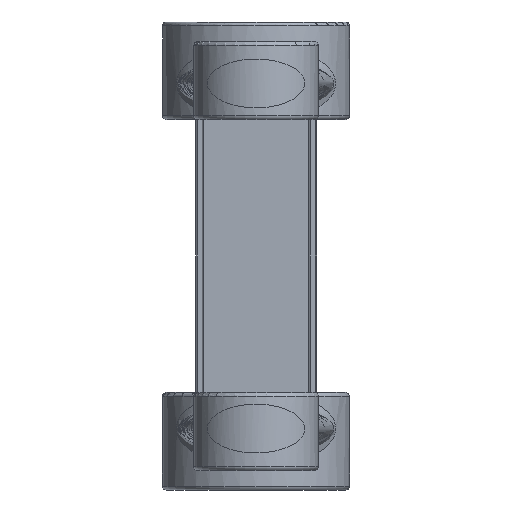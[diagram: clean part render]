
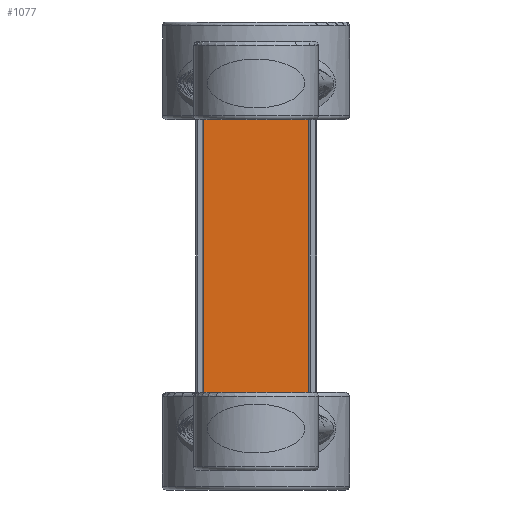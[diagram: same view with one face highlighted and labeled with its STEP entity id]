
A CAD part, front view. The second image highlights one B-rep face of the part: STEP entity #1077.
In plain terms, the highlighted planar face has unit normal (0, -1, 0).
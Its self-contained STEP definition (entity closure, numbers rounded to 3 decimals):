
#15 = FACE_OUTER_BOUND ( 'NONE', #5961, .T. ) ;
#102 = CARTESIAN_POINT ( 'NONE',  ( -9.286, 25., -71.586 ) ) ;
#224 = LINE ( 'NONE', #791, #1406 ) ;
#320 = CARTESIAN_POINT ( 'NONE',  ( 10.967, 25., 2.308 ) ) ;
#606 = CARTESIAN_POINT ( 'NONE',  ( -5.896, 25., 0.577 ) ) ;
#768 = PLANE ( 'NONE',  #4761 ) ;
#791 = CARTESIAN_POINT ( 'NONE',  ( -13.452, 25., 9.25 ) ) ;
#817 = DIRECTION ( 'NONE',  ( -1., 0., 0. ) ) ;
#1044 = B_SPLINE_CURVE_WITH_KNOTS ( 'NONE', 3,
 ( #4411, #1563, #7332, #2904, #6623, #1427, #102, #5913, #4458, #8735, #7383, #3536, #6439, #9354, #2809, #8647, #2108, #7916, #4281, #7195, #5962, #2517, #6714, #5233, #3805, #6760 ),
 .UNSPECIFIED., .F., .F.,
 ( 4, 2, 2, 2, 2, 2, 2, 2, 2, 2, 2, 2, 4 ),
 ( 0., 0.002, 0.004, 0.005, 0.007, 0.011, 0.013, 0.014, 0.018, 0.022, 0.025, 0.027, 0.029 ),
 .UNSPECIFIED. ) ;
#1077 = ADVANCED_FACE ( 'NONE', ( #15 ), #768, .F. ) ;
#1155 = LINE ( 'NONE', #8368, #4856 ) ;
#1174 = CARTESIAN_POINT ( 'NONE',  ( -11.484, 25., 2.588 ) ) ;
#1321 = CARTESIAN_POINT ( 'NONE',  ( 6.472, 25., 0.724 ) ) ;
#1406 = VECTOR ( 'NONE', #4531, 1000. ) ;
#1427 = CARTESIAN_POINT ( 'NONE',  ( -9.843, 25., -71.805 ) ) ;
#1563 = CARTESIAN_POINT ( 'NONE',  ( -12.988, 25., -73.543 ) ) ;
#1828 = VERTEX_POINT ( 'NONE', #7557 ) ;
#1901 = CARTESIAN_POINT ( 'NONE',  ( -2.353, 25., 0.07 ) ) ;
#2047 = CARTESIAN_POINT ( 'NONE',  ( -7.62, 25., 1.031 ) ) ;
#2091 = CARTESIAN_POINT ( 'NONE',  ( -12.499, 25., 3.203 ) ) ;
#2108 = CARTESIAN_POINT ( 'NONE',  ( 2.379, 25., -70.071 ) ) ;
#2351 = EDGE_CURVE ( 'NONE', #4573, #1828, #4784, .T. ) ;
#2517 = CARTESIAN_POINT ( 'NONE',  ( 10.961, 25., -72.306 ) ) ;
#2604 = CARTESIAN_POINT ( 'NONE',  ( 4.133, 25., 0.284 ) ) ;
#2809 = CARTESIAN_POINT ( 'NONE',  ( -0.588, 25., -70.001 ) ) ;
#2904 = CARTESIAN_POINT ( 'NONE',  ( -11.469, 25., -72.579 ) ) ;
#3135 = CARTESIAN_POINT ( 'NONE',  ( 11.501, 25., 2.586 ) ) ;
#3471 = CARTESIAN_POINT ( 'NONE',  ( 2.373, 25., 0.07 ) ) ;
#3536 = CARTESIAN_POINT ( 'NONE',  ( -2.968, 25., -70.144 ) ) ;
#3800 = CARTESIAN_POINT ( 'NONE',  ( 13.475, 25., 3.931 ) ) ;
#3805 = CARTESIAN_POINT ( 'NONE',  ( 13.011, 25., -73.547 ) ) ;
#3807 = VERTEX_POINT ( 'NONE', #5421 ) ;
#3918 = ORIENTED_EDGE ( 'NONE', *, *, #7639, .F. ) ;
#4078 = CARTESIAN_POINT ( 'NONE',  ( -12.988, 25., 3.543 ) ) ;
#4176 = CARTESIAN_POINT ( 'NONE',  ( 9.334, 25., 1.565 ) ) ;
#4281 = CARTESIAN_POINT ( 'NONE',  ( 5.897, 25., -70.572 ) ) ;
#4411 = CARTESIAN_POINT ( 'NONE',  ( -13.452, 25., -73.926 ) ) ;
#4458 = CARTESIAN_POINT ( 'NONE',  ( -7.6, 25., -71.025 ) ) ;
#4531 = DIRECTION ( 'NONE',  ( 0., 0., -1. ) ) ;
#4540 = CARTESIAN_POINT ( 'NONE',  ( 12.522, 25., 3.205 ) ) ;
#4573 = VERTEX_POINT ( 'NONE', #8897 ) ;
#4761 = AXIS2_PLACEMENT_3D ( 'NONE', #8837, #8024, #817 ) ;
#4784 = B_SPLINE_CURVE_WITH_KNOTS ( 'NONE', 3,
 ( #3800, #5997, #4540, #3135, #320, #4176, #6231, #1321, #5565, #7088, #2604, #3471, #8433, #9289, #1901, #8585, #606, #2047, #4832, #5710, #7714, #8634, #1174, #2091, #4078, #6285 ),
 .UNSPECIFIED., .F., .F.,
 ( 4, 2, 2, 2, 2, 2, 2, 2, 2, 2, 2, 2, 4 ),
 ( 0., 0.002, 0.004, 0.007, 0.009, 0.011, 0.014, 0.018, 0.021, 0.023, 0.025, 0.027, 0.029 ),
 .UNSPECIFIED. ) ;
#4832 = CARTESIAN_POINT ( 'NONE',  ( -8.19, 25., 1.203 ) ) ;
#4856 = VECTOR ( 'NONE', #6969, 1000. ) ;
#5140 = CARTESIAN_POINT ( 'NONE',  ( 13.475, 25., -73.931 ) ) ;
#5233 = CARTESIAN_POINT ( 'NONE',  ( 12.517, 25., -73.201 ) ) ;
#5421 = CARTESIAN_POINT ( 'NONE',  ( -13.452, 25., -73.926 ) ) ;
#5565 = CARTESIAN_POINT ( 'NONE',  ( 5.887, 25., 0.593 ) ) ;
#5710 = CARTESIAN_POINT ( 'NONE',  ( -9.318, 25., 1.597 ) ) ;
#5913 = CARTESIAN_POINT ( 'NONE',  ( -8.166, 25., -71.196 ) ) ;
#5961 = EDGE_LOOP ( 'NONE', ( #3918, #6007, #7282, #6797 ) ) ;
#5962 = CARTESIAN_POINT ( 'NONE',  ( 9.34, 25., -71.568 ) ) ;
#5997 = CARTESIAN_POINT ( 'NONE',  ( 13.012, 25., 3.548 ) ) ;
#6007 = ORIENTED_EDGE ( 'NONE', *, *, #2351, .T. ) ;
#6231 = CARTESIAN_POINT ( 'NONE',  ( 8.207, 25., 1.179 ) ) ;
#6285 = CARTESIAN_POINT ( 'NONE',  ( -13.452, 25., 3.926 ) ) ;
#6439 = CARTESIAN_POINT ( 'NONE',  ( -2.377, 25., -70.09 ) ) ;
#6623 = CARTESIAN_POINT ( 'NONE',  ( -10.937, 25., -72.302 ) ) ;
#6714 = CARTESIAN_POINT ( 'NONE',  ( 11.49, 25., -72.58 ) ) ;
#6760 = CARTESIAN_POINT ( 'NONE',  ( 13.475, 25., -73.931 ) ) ;
#6771 = EDGE_CURVE ( 'NONE', #1828, #3807, #224, .T. ) ;
#6797 = ORIENTED_EDGE ( 'NONE', *, *, #8176, .T. ) ;
#6969 = DIRECTION ( 'NONE',  ( 0., 0., -1. ) ) ;
#7088 = CARTESIAN_POINT ( 'NONE',  ( 4.718, 25., 0.373 ) ) ;
#7195 = CARTESIAN_POINT ( 'NONE',  ( 8.214, 25., -71.182 ) ) ;
#7282 = ORIENTED_EDGE ( 'NONE', *, *, #6771, .T. ) ;
#7332 = CARTESIAN_POINT ( 'NONE',  ( -12.493, 25., -73.199 ) ) ;
#7383 = CARTESIAN_POINT ( 'NONE',  ( -4.73, 25., -70.36 ) ) ;
#7557 = CARTESIAN_POINT ( 'NONE',  ( -13.452, 25., 3.926 ) ) ;
#7639 = EDGE_CURVE ( 'NONE', #4573, #8039, #1155, .T. ) ;
#7714 = CARTESIAN_POINT ( 'NONE',  ( -9.876, 25., 1.819 ) ) ;
#7916 = CARTESIAN_POINT ( 'NONE',  ( 4.73, 25., -70.357 ) ) ;
#8024 = DIRECTION ( 'NONE',  ( 0., 1., 0. ) ) ;
#8039 = VERTEX_POINT ( 'NONE', #5140 ) ;
#8176 = EDGE_CURVE ( 'NONE', #3807, #8039, #1044, .T. ) ;
#8368 = CARTESIAN_POINT ( 'NONE',  ( 13.475, 25., 9.25 ) ) ;
#8433 = CARTESIAN_POINT ( 'NONE',  ( 1.196, 25., 0.001 ) ) ;
#8585 = CARTESIAN_POINT ( 'NONE',  ( -4.727, 25., 0.359 ) ) ;
#8634 = CARTESIAN_POINT ( 'NONE',  ( -10.958, 25., 2.313 ) ) ;
#8647 = CARTESIAN_POINT ( 'NONE',  ( 1.197, 25., -70.001 ) ) ;
#8735 = CARTESIAN_POINT ( 'NONE',  ( -5.889, 25., -70.576 ) ) ;
#8837 = CARTESIAN_POINT ( 'NONE',  ( -13.452, 25., 9.25 ) ) ;
#8897 = CARTESIAN_POINT ( 'NONE',  ( 13.475, 25., 3.931 ) ) ;
#9289 = CARTESIAN_POINT ( 'NONE',  ( -1.166, 25., 0.001 ) ) ;
#9354 = CARTESIAN_POINT ( 'NONE',  ( -1.187, 25., -70.019 ) ) ;
